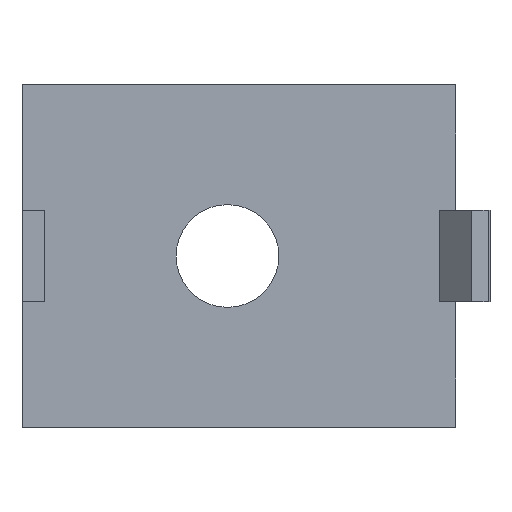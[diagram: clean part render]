
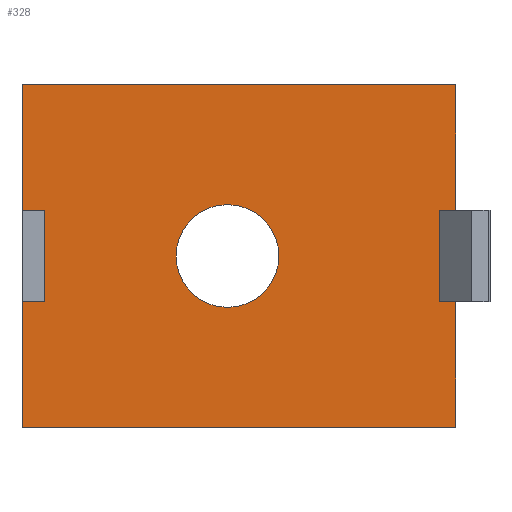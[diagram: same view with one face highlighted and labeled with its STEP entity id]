
A CAD part, left-side view. The second image highlights one B-rep face of the part: STEP entity #328.
In plain terms, the highlighted planar face has unit normal (-1, 0, 0).
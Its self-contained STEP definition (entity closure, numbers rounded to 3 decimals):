
#2 = VERTEX_POINT ( 'NONE', #221 ) ;
#3 = DIRECTION ( 'NONE',  ( 0., 0., 1. ) ) ;
#5 = CARTESIAN_POINT ( 'NONE',  ( 0., 20., -15. ) ) ;
#13 = LINE ( 'NONE', #426, #807 ) ;
#17 = VERTEX_POINT ( 'NONE', #556 ) ;
#19 = EDGE_LOOP ( 'NONE', ( #509, #193, #218, #350, #565, #466, #240, #793 ) ) ;
#26 = CARTESIAN_POINT ( 'NONE',  ( 0., 1.414, -19. ) ) ;
#30 = CARTESIAN_POINT ( 'NONE',  ( 0., 35.99, -11. ) ) ;
#45 = DIRECTION ( 'NONE',  ( 0., -1., 0. ) ) ;
#49 = EDGE_LOOP ( 'NONE', ( #261, #327 ) ) ;
#62 = AXIS2_PLACEMENT_3D ( 'NONE', #5, #892, #549 ) ;
#65 = LINE ( 'NONE', #210, #595 ) ;
#68 = VECTOR ( 'NONE', #45, 1000. ) ;
#69 = CARTESIAN_POINT ( 'NONE',  ( 0., 0., -30. ) ) ;
#72 = VECTOR ( 'NONE', #288, 1000. ) ;
#75 = DIRECTION ( 'NONE',  ( 0., -1., 0. ) ) ;
#77 = EDGE_CURVE ( 'NONE', #263, #763, #474, .T. ) ;
#80 = VERTEX_POINT ( 'NONE', #543 ) ;
#81 = CARTESIAN_POINT ( 'NONE',  ( 0., 1.414, -11. ) ) ;
#92 = VECTOR ( 'NONE', #418, 1000. ) ;
#94 = EDGE_LOOP ( 'NONE', ( #204, #268, #698, #294 ) ) ;
#103 = DIRECTION ( 'NONE',  ( -1., 0., 0. ) ) ;
#107 = EDGE_CURVE ( 'NONE', #599, #263, #845, .T. ) ;
#108 = LINE ( 'NONE', #703, #92 ) ;
#114 = VERTEX_POINT ( 'NONE', #160 ) ;
#116 = VECTOR ( 'NONE', #800, 1000. ) ;
#123 = LINE ( 'NONE', #386, #383 ) ;
#128 = DIRECTION ( 'NONE',  ( 0., 0., 1. ) ) ;
#131 = EDGE_CURVE ( 'NONE', #114, #763, #65, .T. ) ;
#133 = CARTESIAN_POINT ( 'NONE',  ( 0., 35.99, -11. ) ) ;
#134 = VERTEX_POINT ( 'NONE', #480 ) ;
#146 = LINE ( 'NONE', #412, #68 ) ;
#152 = CARTESIAN_POINT ( 'NONE',  ( 0., 0., -11. ) ) ;
#160 = CARTESIAN_POINT ( 'NONE',  ( 0., 38., 0. ) ) ;
#165 = VERTEX_POINT ( 'NONE', #363 ) ;
#169 = LINE ( 'NONE', #860, #72 ) ;
#176 = DIRECTION ( 'NONE',  ( 0., 0., 1. ) ) ;
#181 = DIRECTION ( 'NONE',  ( 0., -1., 0. ) ) ;
#185 = VERTEX_POINT ( 'NONE', #26 ) ;
#193 = ORIENTED_EDGE ( 'NONE', *, *, #617, .F. ) ;
#198 = CARTESIAN_POINT ( 'NONE',  ( 0., 38., -30. ) ) ;
#204 = ORIENTED_EDGE ( 'NONE', *, *, #260, .F. ) ;
#210 = CARTESIAN_POINT ( 'NONE',  ( 0., 38., 0. ) ) ;
#218 = ORIENTED_EDGE ( 'NONE', *, *, #107, .T. ) ;
#221 = CARTESIAN_POINT ( 'NONE',  ( 0., 20., -10.5 ) ) ;
#223 = CARTESIAN_POINT ( 'NONE',  ( 0., 20., -15. ) ) ;
#240 = ORIENTED_EDGE ( 'NONE', *, *, #855, .T. ) ;
#254 = LINE ( 'NONE', #522, #116 ) ;
#259 = VECTOR ( 'NONE', #128, 1000. ) ;
#260 = EDGE_CURVE ( 'NONE', #727, #165, #169, .T. ) ;
#261 = ORIENTED_EDGE ( 'NONE', *, *, #322, .F. ) ;
#263 = VERTEX_POINT ( 'NONE', #152 ) ;
#268 = ORIENTED_EDGE ( 'NONE', *, *, #270, .F. ) ;
#270 = EDGE_CURVE ( 'NONE', #17, #727, #108, .T. ) ;
#280 = CARTESIAN_POINT ( 'NONE',  ( 0., 38., -11. ) ) ;
#288 = DIRECTION ( 'NONE',  ( 0., -1., 0. ) ) ;
#294 = ORIENTED_EDGE ( 'NONE', *, *, #394, .F. ) ;
#296 = VERTEX_POINT ( 'NONE', #30 ) ;
#306 = AXIS2_PLACEMENT_3D ( 'NONE', #223, #103, #695 ) ;
#315 = CARTESIAN_POINT ( 'NONE',  ( 0., 0., -30. ) ) ;
#322 = EDGE_CURVE ( 'NONE', #134, #2, #330, .T. ) ;
#327 = ORIENTED_EDGE ( 'NONE', *, *, #784, .F. ) ;
#328 = ADVANCED_FACE ( 'NONE', ( #836, #655, #633 ), #558, .T. ) ;
#330 = CIRCLE ( 'NONE', #306, 4.5 ) ;
#337 = CIRCLE ( 'NONE', #62, 4.5 ) ;
#350 = ORIENTED_EDGE ( 'NONE', *, *, #77, .T. ) ;
#363 = CARTESIAN_POINT ( 'NONE',  ( 0., 35.99, -19. ) ) ;
#378 = LINE ( 'NONE', #802, #820 ) ;
#383 = VECTOR ( 'NONE', #176, 1000. ) ;
#386 = CARTESIAN_POINT ( 'NONE',  ( 0., 0., -30. ) ) ;
#394 = EDGE_CURVE ( 'NONE', #165, #296, #658, .T. ) ;
#408 = VERTEX_POINT ( 'NONE', #315 ) ;
#412 = CARTESIAN_POINT ( 'NONE',  ( 0., 38., -19. ) ) ;
#418 = DIRECTION ( 'NONE',  ( 0., 0., -1. ) ) ;
#423 = DIRECTION ( 'NONE',  ( 0., 0., 1. ) ) ;
#426 = CARTESIAN_POINT ( 'NONE',  ( 0., 1.414, -30. ) ) ;
#434 = VECTOR ( 'NONE', #597, 1000. ) ;
#443 = AXIS2_PLACEMENT_3D ( 'NONE', #783, #494, #423 ) ;
#466 = ORIENTED_EDGE ( 'NONE', *, *, #719, .F. ) ;
#474 = LINE ( 'NONE', #69, #672 ) ;
#480 = CARTESIAN_POINT ( 'NONE',  ( 0., 20., -19.5 ) ) ;
#485 = EDGE_CURVE ( 'NONE', #408, #535, #123, .T. ) ;
#492 = CARTESIAN_POINT ( 'NONE',  ( 0., 0., 0. ) ) ;
#494 = DIRECTION ( 'NONE',  ( -1., 0., 0. ) ) ;
#509 = ORIENTED_EDGE ( 'NONE', *, *, #814, .F. ) ;
#522 = CARTESIAN_POINT ( 'NONE',  ( 0., 37.99, -11. ) ) ;
#525 = EDGE_CURVE ( 'NONE', #296, #17, #254, .T. ) ;
#535 = VERTEX_POINT ( 'NONE', #723 ) ;
#543 = CARTESIAN_POINT ( 'NONE',  ( 0., 38., -30. ) ) ;
#549 = DIRECTION ( 'NONE',  ( 0., 0., 1. ) ) ;
#556 = CARTESIAN_POINT ( 'NONE',  ( 0., 37.99, -11. ) ) ;
#558 = PLANE ( 'NONE',  #443 ) ;
#565 = ORIENTED_EDGE ( 'NONE', *, *, #131, .F. ) ;
#595 = VECTOR ( 'NONE', #780, 1000. ) ;
#597 = DIRECTION ( 'NONE',  ( 0., 0., 1. ) ) ;
#599 = VERTEX_POINT ( 'NONE', #81 ) ;
#617 = EDGE_CURVE ( 'NONE', #599, #185, #13, .T. ) ;
#633 = FACE_BOUND ( 'NONE', #94, .T. ) ;
#655 = FACE_BOUND ( 'NONE', #49, .T. ) ;
#658 = LINE ( 'NONE', #133, #434 ) ;
#672 = VECTOR ( 'NONE', #3, 1000. ) ;
#676 = CARTESIAN_POINT ( 'NONE',  ( 0., 37.99, -19. ) ) ;
#695 = DIRECTION ( 'NONE',  ( 0., 0., 1. ) ) ;
#698 = ORIENTED_EDGE ( 'NONE', *, *, #525, .F. ) ;
#703 = CARTESIAN_POINT ( 'NONE',  ( 0., 37.99, -19. ) ) ;
#719 = EDGE_CURVE ( 'NONE', #80, #114, #737, .T. ) ;
#723 = CARTESIAN_POINT ( 'NONE',  ( 0., 0., -19. ) ) ;
#727 = VERTEX_POINT ( 'NONE', #676 ) ;
#737 = LINE ( 'NONE', #198, #259 ) ;
#743 = VECTOR ( 'NONE', #75, 1000. ) ;
#763 = VERTEX_POINT ( 'NONE', #492 ) ;
#780 = DIRECTION ( 'NONE',  ( 0., -1., 0. ) ) ;
#783 = CARTESIAN_POINT ( 'NONE',  ( 0., 38., -30. ) ) ;
#784 = EDGE_CURVE ( 'NONE', #2, #134, #337, .T. ) ;
#793 = ORIENTED_EDGE ( 'NONE', *, *, #485, .T. ) ;
#800 = DIRECTION ( 'NONE',  ( 0., 1., 0. ) ) ;
#802 = CARTESIAN_POINT ( 'NONE',  ( 0., 38., -30. ) ) ;
#807 = VECTOR ( 'NONE', #852, 1000. ) ;
#814 = EDGE_CURVE ( 'NONE', #185, #535, #146, .T. ) ;
#820 = VECTOR ( 'NONE', #181, 1000. ) ;
#836 = FACE_OUTER_BOUND ( 'NONE', #19, .T. ) ;
#845 = LINE ( 'NONE', #280, #743 ) ;
#852 = DIRECTION ( 'NONE',  ( 0., 0., -1. ) ) ;
#855 = EDGE_CURVE ( 'NONE', #80, #408, #378, .T. ) ;
#860 = CARTESIAN_POINT ( 'NONE',  ( 0., 35.99, -19. ) ) ;
#892 = DIRECTION ( 'NONE',  ( -1., 0., 0. ) ) ;
